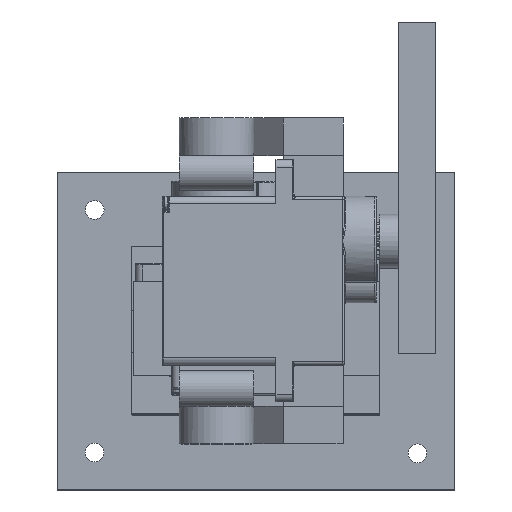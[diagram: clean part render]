
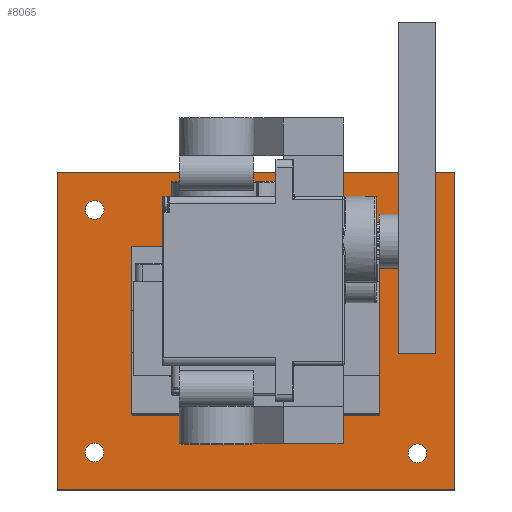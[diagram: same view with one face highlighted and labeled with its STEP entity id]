
A CAD part, top view. The second image highlights one B-rep face of the part: STEP entity #8065.
In plain terms, the highlighted planar face has unit normal (0, 0, 1).
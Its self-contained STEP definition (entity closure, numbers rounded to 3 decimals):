
#301=FACE_BOUND('',#1155,.T.);
#302=FACE_BOUND('',#1156,.T.);
#303=FACE_BOUND('',#1157,.T.);
#304=FACE_BOUND('',#1158,.T.);
#305=FACE_BOUND('',#1159,.T.);
#339=CIRCLE('',#8595,1.25);
#341=CIRCLE('',#8598,1.25);
#343=CIRCLE('',#8601,1.25);
#345=CIRCLE('',#8604,1.25);
#701=FACE_OUTER_BOUND('',#1154,.T.);
#1154=EDGE_LOOP('',(#5444,#5445,#5446,#5447));
#1155=EDGE_LOOP('',(#5448));
#1156=EDGE_LOOP('',(#5449));
#1157=EDGE_LOOP('',(#5450));
#1158=EDGE_LOOP('',(#5451));
#1159=EDGE_LOOP('',(#5452,#5453,#5454,#5455,#5456,#5457,#5458,#5459));
#1650=LINE('',#11762,#2530);
#1656=LINE('',#11790,#2536);
#1660=LINE('',#11799,#2540);
#1668=LINE('',#11813,#2548);
#1672=LINE('',#11824,#2552);
#1673=LINE('',#11826,#2553);
#1674=LINE('',#11828,#2554);
#1675=LINE('',#11829,#2555);
#1676=LINE('',#11831,#2556);
#1677=LINE('',#11833,#2557);
#1678=LINE('',#11835,#2558);
#1679=LINE('',#11836,#2559);
#2530=VECTOR('',#9372,10.);
#2536=VECTOR('',#9404,10.);
#2540=VECTOR('',#9410,10.);
#2548=VECTOR('',#9424,10.);
#2552=VECTOR('',#9436,10.);
#2553=VECTOR('',#9437,10.);
#2554=VECTOR('',#9438,10.);
#2555=VECTOR('',#9439,10.);
#2556=VECTOR('',#9440,10.);
#2557=VECTOR('',#9441,10.);
#2558=VECTOR('',#9442,10.);
#2559=VECTOR('',#9443,10.);
#3405=VERTEX_POINT('',#11759);
#3406=VERTEX_POINT('',#11761);
#3407=VERTEX_POINT('',#11765);
#3409=VERTEX_POINT('',#11771);
#3411=VERTEX_POINT('',#11777);
#3413=VERTEX_POINT('',#11783);
#3415=VERTEX_POINT('',#11789);
#3418=VERTEX_POINT('',#11797);
#3419=VERTEX_POINT('',#11798);
#3424=VERTEX_POINT('',#11822);
#3425=VERTEX_POINT('',#11823);
#3426=VERTEX_POINT('',#11825);
#3427=VERTEX_POINT('',#11827);
#3428=VERTEX_POINT('',#11830);
#3429=VERTEX_POINT('',#11832);
#3430=VERTEX_POINT('',#11834);
#4181=EDGE_CURVE('',#3406,#3405,#1650,.T.);
#4183=EDGE_CURVE('',#3407,#3407,#339,.T.);
#4186=EDGE_CURVE('',#3409,#3409,#341,.T.);
#4189=EDGE_CURVE('',#3411,#3411,#343,.T.);
#4192=EDGE_CURVE('',#3413,#3413,#345,.T.);
#4195=EDGE_CURVE('',#3415,#3406,#1656,.T.);
#4199=EDGE_CURVE('',#3418,#3419,#1660,.T.);
#4207=EDGE_CURVE('',#3405,#3418,#1668,.T.);
#4211=EDGE_CURVE('',#3424,#3425,#1672,.T.);
#4212=EDGE_CURVE('',#3424,#3426,#1673,.T.);
#4213=EDGE_CURVE('',#3426,#3427,#1674,.T.);
#4214=EDGE_CURVE('',#3425,#3427,#1675,.T.);
#4215=EDGE_CURVE('',#3419,#3428,#1676,.T.);
#4216=EDGE_CURVE('',#3428,#3429,#1677,.T.);
#4217=EDGE_CURVE('',#3429,#3430,#1678,.T.);
#4218=EDGE_CURVE('',#3430,#3415,#1679,.T.);
#5444=ORIENTED_EDGE('',*,*,#4211,.F.);
#5445=ORIENTED_EDGE('',*,*,#4212,.T.);
#5446=ORIENTED_EDGE('',*,*,#4213,.T.);
#5447=ORIENTED_EDGE('',*,*,#4214,.F.);
#5448=ORIENTED_EDGE('',*,*,#4183,.T.);
#5449=ORIENTED_EDGE('',*,*,#4186,.T.);
#5450=ORIENTED_EDGE('',*,*,#4189,.T.);
#5451=ORIENTED_EDGE('',*,*,#4192,.T.);
#5452=ORIENTED_EDGE('',*,*,#4195,.T.);
#5453=ORIENTED_EDGE('',*,*,#4181,.T.);
#5454=ORIENTED_EDGE('',*,*,#4207,.T.);
#5455=ORIENTED_EDGE('',*,*,#4199,.T.);
#5456=ORIENTED_EDGE('',*,*,#4215,.T.);
#5457=ORIENTED_EDGE('',*,*,#4216,.T.);
#5458=ORIENTED_EDGE('',*,*,#4217,.T.);
#5459=ORIENTED_EDGE('',*,*,#4218,.T.);
#7763=PLANE('',#8614);
#8065=ADVANCED_FACE('',(#701,#301,#302,#303,#304,#305),#7763,.T.);
#8595=AXIS2_PLACEMENT_3D('',#11766,#9376,#9377);
#8598=AXIS2_PLACEMENT_3D('',#11772,#9383,#9384);
#8601=AXIS2_PLACEMENT_3D('',#11778,#9390,#9391);
#8604=AXIS2_PLACEMENT_3D('',#11784,#9397,#9398);
#8614=AXIS2_PLACEMENT_3D('',#11821,#9434,#9435);
#9372=DIRECTION('',(0.,1.,0.));
#9376=DIRECTION('center_axis',(0.,0.,-1.));
#9377=DIRECTION('ref_axis',(-1.,0.,0.));
#9383=DIRECTION('center_axis',(0.,0.,-1.));
#9384=DIRECTION('ref_axis',(-1.,0.,0.));
#9390=DIRECTION('center_axis',(0.,0.,-1.));
#9391=DIRECTION('ref_axis',(-1.,0.,0.));
#9397=DIRECTION('center_axis',(0.,0.,-1.));
#9398=DIRECTION('ref_axis',(-1.,0.,0.));
#9404=DIRECTION('',(-1.,0.,0.));
#9410=DIRECTION('',(0.,-1.,0.));
#9424=DIRECTION('',(1.,0.,0.));
#9434=DIRECTION('center_axis',(0.,0.,1.));
#9435=DIRECTION('ref_axis',(1.,0.,0.));
#9436=DIRECTION('',(0.,-1.,0.));
#9437=DIRECTION('',(-1.,0.,0.));
#9438=DIRECTION('',(0.,-1.,0.));
#9439=DIRECTION('',(-1.,0.,0.));
#9440=DIRECTION('',(1.,0.,0.));
#9441=DIRECTION('',(0.,-1.,0.));
#9442=DIRECTION('',(-1.,0.,0.));
#9443=DIRECTION('',(0.,1.,0.));
#11759=CARTESIAN_POINT('',(-18.13,13.605,8.206));
#11761=CARTESIAN_POINT('',(-18.13,-8.795,8.206));
#11762=CARTESIAN_POINT('',(-18.13,9.285,8.206));
#11765=CARTESIAN_POINT('',(-21.828,18.486,8.206));
#11766=CARTESIAN_POINT('Origin',(-23.078,18.486,8.206));
#11771=CARTESIAN_POINT('',(21.25,18.523,8.206));
#11772=CARTESIAN_POINT('Origin',(20.,18.523,8.206));
#11777=CARTESIAN_POINT('',(-21.852,-13.887,8.206));
#11778=CARTESIAN_POINT('Origin',(-23.102,-13.887,8.206));
#11783=CARTESIAN_POINT('',(21.25,-14.,8.206));
#11784=CARTESIAN_POINT('Origin',(20.,-14.,8.206));
#11789=CARTESIAN_POINT('',(-18.1,-8.795,8.206));
#11790=CARTESIAN_POINT('',(-7.349,-8.795,8.206));
#11797=CARTESIAN_POINT('',(14.97,13.605,8.206));
#11798=CARTESIAN_POINT('',(14.97,13.5,8.206));
#11799=CARTESIAN_POINT('',(14.97,0.592,8.206));
#11813=CARTESIAN_POINT('',(11.201,13.605,8.206));
#11821=CARTESIAN_POINT('Origin',(3.45,7.3,8.206));
#11822=CARTESIAN_POINT('',(25.,23.5,8.206));
#11823=CARTESIAN_POINT('',(25.,-18.9,8.206));
#11824=CARTESIAN_POINT('',(25.,-8.9,8.206));
#11825=CARTESIAN_POINT('',(-28.1,23.5,8.206));
#11826=CARTESIAN_POINT('',(25.,23.5,8.206));
#11827=CARTESIAN_POINT('',(-28.1,-18.9,8.206));
#11828=CARTESIAN_POINT('',(-28.1,-8.9,8.206));
#11829=CARTESIAN_POINT('',(-18.1,-18.9,8.206));
#11830=CARTESIAN_POINT('',(15.,13.5,8.206));
#11831=CARTESIAN_POINT('',(-7.325,13.5,8.206));
#11832=CARTESIAN_POINT('',(15.,-8.9,8.206));
#11833=CARTESIAN_POINT('',(15.,10.4,8.206));
#11834=CARTESIAN_POINT('',(-18.1,-8.9,8.206));
#11835=CARTESIAN_POINT('',(9.225,-8.9,8.206));
#11836=CARTESIAN_POINT('',(-18.1,-0.8,8.206));
